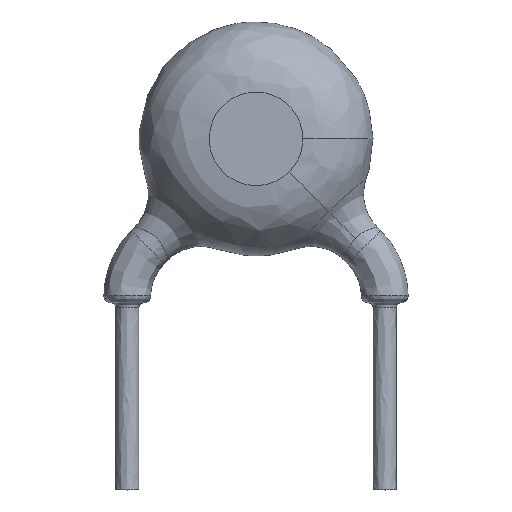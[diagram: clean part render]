
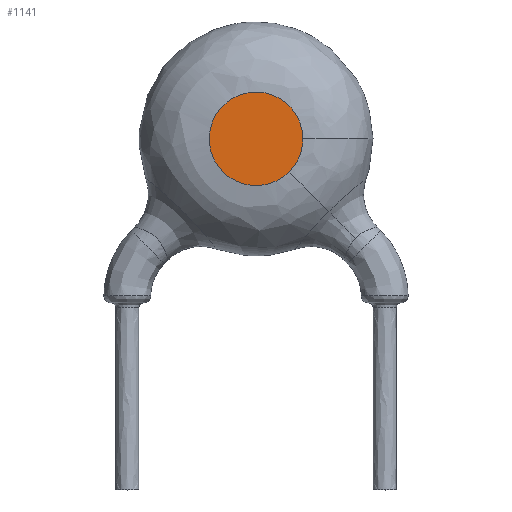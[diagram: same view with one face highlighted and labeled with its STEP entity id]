
A CAD part, top view. The second image highlights one B-rep face of the part: STEP entity #1141.
In plain terms, the highlighted planar face has unit normal (0, 0, 1).
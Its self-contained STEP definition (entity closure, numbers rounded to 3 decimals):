
#234=CARTESIAN_POINT('',(0.,3.5,1.5));
#235=DIRECTION('',(0.,0.,1.));
#236=DIRECTION('',(0.707,-0.707,0.));
#237=AXIS2_PLACEMENT_3D('',#234,#235,#236);
#242=CARTESIAN_POINT('',(0.,3.5,1.5));
#243=DIRECTION('',(0.,0.,1.));
#244=DIRECTION('',(1.,0.,0.));
#245=AXIS2_PLACEMENT_3D('',#242,#243,#244);
#971=CARTESIAN_POINT('',(0.707,2.793,1.5));
#972=CARTESIAN_POINT('',(1.,3.5,1.5));
#973=VERTEX_POINT('',#971);
#974=VERTEX_POINT('',#972);
#1132=CARTESIAN_POINT('',(0.,0.,1.5));
#1133=DIRECTION('',(0.,0.,1.));
#1134=DIRECTION('',(1.,0.,0.));
#1135=AXIS2_PLACEMENT_3D('',#1132,#1133,#1134);
#1136=PLANE('',#1135);
#1137=ORIENTED_EDGE('',*,*,#1119,.F.);
#1138=ORIENTED_EDGE('',*,*,#1078,.F.);
#1139=EDGE_LOOP('',(#1137,#1138));
#1140=FACE_OUTER_BOUND('',#1139,.F.);
#1141=ADVANCED_FACE('',(#1140),#1136,.T.);
#238=CIRCLE('',#237,1.);
#246=CIRCLE('',#245,1.);
#1078=EDGE_CURVE('',#974,#973,#246,.T.);
#1119=EDGE_CURVE('',#973,#974,#238,.T.);
